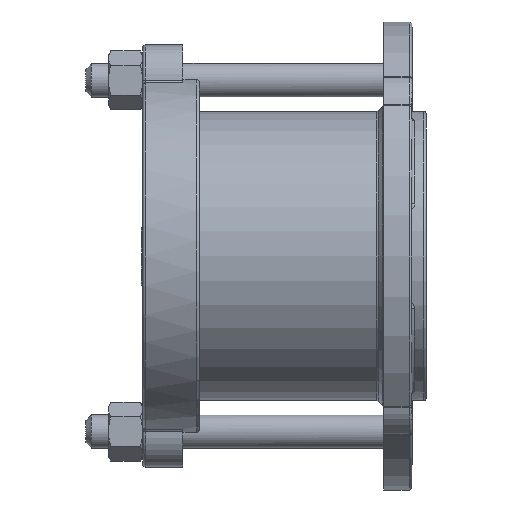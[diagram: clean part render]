
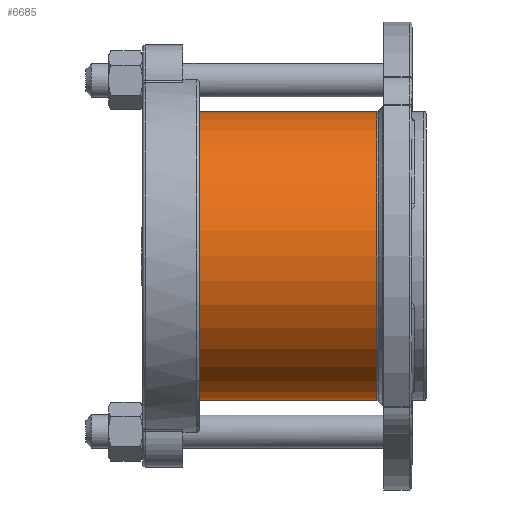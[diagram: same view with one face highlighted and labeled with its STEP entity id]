
A CAD part, left-side view. The second image highlights one B-rep face of the part: STEP entity #6685.
In plain terms, the highlighted cylindrical face has radius 51 mm (diameter 102 mm), a full revolution.
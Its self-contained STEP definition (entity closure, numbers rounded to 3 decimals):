
#84=CYLINDRICAL_SURFACE('',#7158,51.);
#288=CIRCLE('',#7155,51.);
#290=CIRCLE('',#7157,51.);
#291=CIRCLE('',#7159,51.);
#859=FACE_OUTER_BOUND('',#1273,.T.);
#1273=EDGE_LOOP('',(#4971,#4972,#4973,#4974,#4975));
#1953=LINE('',#11443,#2383);
#2383=VECTOR('',#8235,51.);
#2866=VERTEX_POINT('',#11435);
#2867=VERTEX_POINT('',#11436);
#2868=VERTEX_POINT('',#11441);
#3610=EDGE_CURVE('',#2866,#2867,#288,.T.);
#3612=EDGE_CURVE('',#2867,#2866,#290,.T.);
#3613=EDGE_CURVE('',#2868,#2868,#291,.T.);
#3614=EDGE_CURVE('',#2868,#2866,#1953,.T.);
#4971=ORIENTED_EDGE('',*,*,#3613,.F.);
#4972=ORIENTED_EDGE('',*,*,#3614,.T.);
#4973=ORIENTED_EDGE('',*,*,#3612,.F.);
#4974=ORIENTED_EDGE('',*,*,#3610,.F.);
#4975=ORIENTED_EDGE('',*,*,#3614,.F.);
#6685=ADVANCED_FACE('',(#859),#84,.T.);
#7155=AXIS2_PLACEMENT_3D('',#11437,#8225,#8226);
#7157=AXIS2_PLACEMENT_3D('',#11439,#8229,#8230);
#7158=AXIS2_PLACEMENT_3D('',#11440,#8231,#8232);
#7159=AXIS2_PLACEMENT_3D('',#11442,#8233,#8234);
#8225=DIRECTION('center_axis',(0.,-1.,0.));
#8226=DIRECTION('ref_axis',(-1.,0.,0.));
#8229=DIRECTION('center_axis',(0.,-1.,0.));
#8230=DIRECTION('ref_axis',(-1.,0.,0.));
#8231=DIRECTION('center_axis',(0.,1.,0.));
#8232=DIRECTION('ref_axis',(-1.,0.,0.));
#8233=DIRECTION('center_axis',(0.,1.,0.));
#8234=DIRECTION('ref_axis',(-1.,0.,0.));
#8235=DIRECTION('',(0.,-1.,0.));
#11435=CARTESIAN_POINT('',(51.,17.414,0.));
#11436=CARTESIAN_POINT('',(0.,17.414,51.));
#11437=CARTESIAN_POINT('Origin',(0.,17.414,0.));
#11439=CARTESIAN_POINT('Origin',(0.,17.414,0.));
#11440=CARTESIAN_POINT('Origin',(0.,0.,0.));
#11441=CARTESIAN_POINT('',(51.,80.,0.));
#11442=CARTESIAN_POINT('Origin',(0.,80.,0.));
#11443=CARTESIAN_POINT('',(51.,0.,0.));
